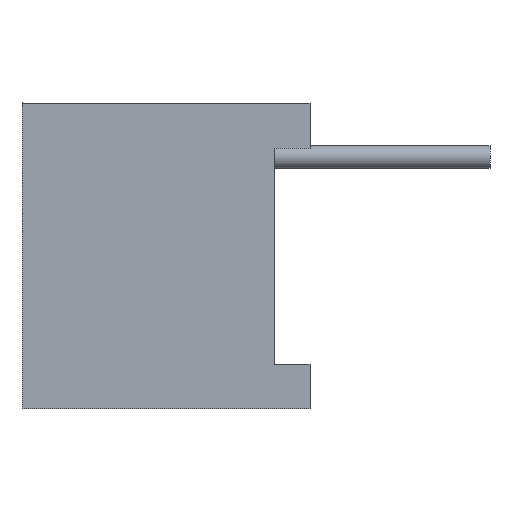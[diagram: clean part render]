
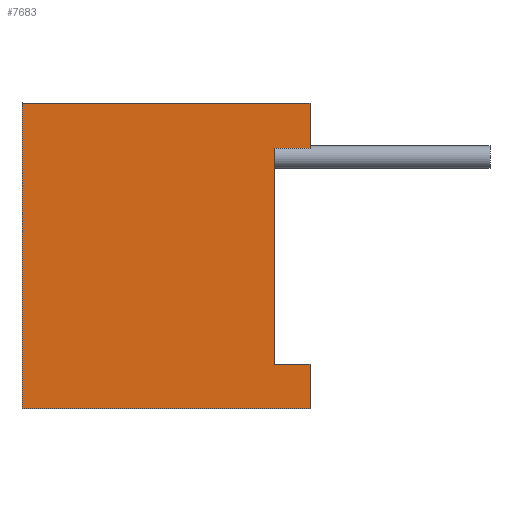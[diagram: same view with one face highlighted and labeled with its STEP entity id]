
A CAD part, left-side view. The second image highlights one B-rep face of the part: STEP entity #7683.
In plain terms, the highlighted planar face has unit normal (-1, 0, 0).
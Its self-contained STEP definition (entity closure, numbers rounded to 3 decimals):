
#4 = VECTOR ( 'NONE', #11566, 1000. ) ;
#1057 = FACE_OUTER_BOUND ( 'NONE', #10342, .T. ) ;
#1063 = AXIS2_PLACEMENT_3D ( 'NONE', #5855, #5856, #5857 ) ;
#1128 = VECTOR ( 'NONE', #6882, 1000. ) ;
#1597 = VECTOR ( 'NONE', #4134, 1000. ) ;
#1599 = VECTOR ( 'NONE', #4140, 1000. ) ;
#1600 = VECTOR ( 'NONE', #4143, 1000. ) ;
#1605 = VECTOR ( 'NONE', #4158, 1000. ) ;
#1715 = VECTOR ( 'NONE', #6795, 1000. ) ;
#3601 = VECTOR ( 'NONE', #4107, 1000. ) ;
#4105 = LINE ( 'NONE', #4106, #3601 ) ;
#4106 = CARTESIAN_POINT ( 'NONE',  ( -9.95, 0., -3.4 ) ) ;
#4107 = DIRECTION ( 'NONE',  ( 0., -1., 0. ) ) ;
#4132 = LINE ( 'NONE', #4133, #1597 ) ;
#4133 = CARTESIAN_POINT ( 'NONE',  ( -9.95, 0., -2.4 ) ) ;
#4134 = DIRECTION ( 'NONE',  ( 0., -1., 0. ) ) ;
#4138 = LINE ( 'NONE', #4139, #1599 ) ;
#4139 = CARTESIAN_POINT ( 'NONE',  ( -9.95, -3.2, -7.405 ) ) ;
#4140 = DIRECTION ( 'NONE',  ( 0., 0., -1. ) ) ;
#4141 = LINE ( 'NONE', #4142, #1600 ) ;
#4142 = CARTESIAN_POINT ( 'NONE',  ( -9.95, -3.2, -7.405 ) ) ;
#4143 = DIRECTION ( 'NONE',  ( 0., 0., -1. ) ) ;
#4156 = LINE ( 'NONE', #4157, #1605 ) ;
#4157 = CARTESIAN_POINT ( 'NONE',  ( -9.95, 0., 3.4 ) ) ;
#4158 = DIRECTION ( 'NONE',  ( 0., -1., 0. ) ) ;
#5184 = EDGE_CURVE ( 'NONE', #11314, #11316, #11564, .T. ) ;
#5854 = PLANE ( 'NONE',  #1063 ) ;
#5855 = CARTESIAN_POINT ( 'NONE',  ( -9.95, 0., -7.405 ) ) ;
#5856 = DIRECTION ( 'NONE',  ( 1., 0., 0. ) ) ;
#5857 = DIRECTION ( 'NONE',  ( 0., 0., -1. ) ) ;
#6793 = LINE ( 'NONE', #6794, #1715 ) ;
#6794 = CARTESIAN_POINT ( 'NONE',  ( -9.95, 0., 2.4 ) ) ;
#6795 = DIRECTION ( 'NONE',  ( 0., 1., 0. ) ) ;
#6880 = LINE ( 'NONE', #6881, #1128 ) ;
#6881 = CARTESIAN_POINT ( 'NONE',  ( -9.95, 3.2, -7.405 ) ) ;
#6882 = DIRECTION ( 'NONE',  ( 0., 0., -1. ) ) ;
#7373 = EDGE_CURVE ( 'NONE', #11050, #11031, #4105, .T. ) ;
#7382 = EDGE_CURVE ( 'NONE', #11316, #11063, #4132, .T. ) ;
#7384 = EDGE_CURVE ( 'NONE', #11063, #11031, #4138, .T. ) ;
#7385 = EDGE_CURVE ( 'NONE', #11045, #11286, #4141, .T. ) ;
#7390 = EDGE_CURVE ( 'NONE', #11030, #11045, #4156, .T. ) ;
#7535 = EDGE_CURVE ( 'NONE', #11286, #11314, #6793, .T. ) ;
#7556 = EDGE_CURVE ( 'NONE', #11030, #11050, #6880, .T. ) ;
#7683 = ADVANCED_FACE ( 'NONE', ( #1057 ), #5854, .F. ) ;
#8747 = CARTESIAN_POINT ( 'NONE',  ( -9.95, 3.2, 3.4 ) ) ;
#8748 = CARTESIAN_POINT ( 'NONE',  ( -9.95, -3.2, -3.4 ) ) ;
#8762 = CARTESIAN_POINT ( 'NONE',  ( -9.95, -3.2, 3.4 ) ) ;
#8767 = CARTESIAN_POINT ( 'NONE',  ( -9.95, 3.2, -3.4 ) ) ;
#8780 = CARTESIAN_POINT ( 'NONE',  ( -9.95, -3.2, -2.4 ) ) ;
#8857 = CARTESIAN_POINT ( 'NONE',  ( -9.95, -3.2, 2.4 ) ) ;
#8885 = CARTESIAN_POINT ( 'NONE',  ( -9.95, -2.4, 2.4 ) ) ;
#8887 = CARTESIAN_POINT ( 'NONE',  ( -9.95, -2.4, -2.4 ) ) ;
#9054 = ORIENTED_EDGE ( 'NONE', *, *, #7390, .F. ) ;
#9150 = ORIENTED_EDGE ( 'NONE', *, *, #7535, .F. ) ;
#9155 = ORIENTED_EDGE ( 'NONE', *, *, #7382, .F. ) ;
#9156 = ORIENTED_EDGE ( 'NONE', *, *, #7384, .F. ) ;
#9167 = ORIENTED_EDGE ( 'NONE', *, *, #7385, .F. ) ;
#9224 = ORIENTED_EDGE ( 'NONE', *, *, #5184, .F. ) ;
#9227 = ORIENTED_EDGE ( 'NONE', *, *, #7373, .T. ) ;
#9291 = ORIENTED_EDGE ( 'NONE', *, *, #7556, .T. ) ;
#10342 = EDGE_LOOP ( 'NONE', ( #9227, #9156, #9155, #9224, #9150, #9167, #9054, #9291 ) ) ;
#11030 = VERTEX_POINT ( 'NONE', #8747 ) ;
#11031 = VERTEX_POINT ( 'NONE', #8748 ) ;
#11045 = VERTEX_POINT ( 'NONE', #8762 ) ;
#11050 = VERTEX_POINT ( 'NONE', #8767 ) ;
#11063 = VERTEX_POINT ( 'NONE', #8780 ) ;
#11286 = VERTEX_POINT ( 'NONE', #8857 ) ;
#11314 = VERTEX_POINT ( 'NONE', #8885 ) ;
#11316 = VERTEX_POINT ( 'NONE', #8887 ) ;
#11564 = LINE ( 'NONE', #11565, #4 ) ;
#11565 = CARTESIAN_POINT ( 'NONE',  ( -9.95, -2.4, -7.405 ) ) ;
#11566 = DIRECTION ( 'NONE',  ( 0., 0., -1. ) ) ;
